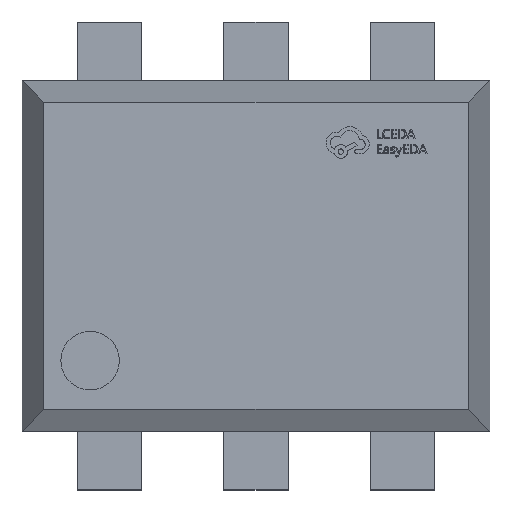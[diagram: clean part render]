
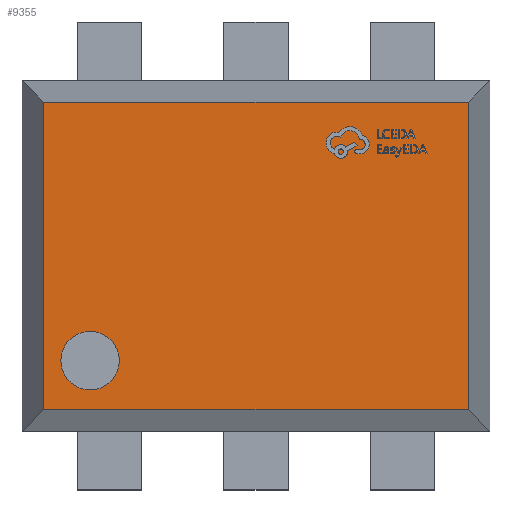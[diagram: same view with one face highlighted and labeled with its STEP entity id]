
A CAD part, top view. The second image highlights one B-rep face of the part: STEP entity #9355.
In plain terms, the highlighted planar face has unit normal (0, 0, 1).
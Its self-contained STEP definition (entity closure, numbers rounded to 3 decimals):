
#221 = CARTESIAN_POINT ( 'NONE',  ( -0.725, 0.525, 0.563 ) ) ;
#229 = VERTEX_POINT ( 'NONE', #12676 ) ;
#230 = ORIENTED_EDGE ( 'NONE', *, *, #7975, .T. ) ;
#625 = DIRECTION ( 'NONE',  ( 1., 0., 0. ) ) ;
#1003 = CARTESIAN_POINT ( 'NONE',  ( -0.467, -0.359, 0.563 ) ) ;
#1306 = CARTESIAN_POINT ( 'NONE',  ( 0., 0., 0.563 ) ) ;
#1925 = ORIENTED_EDGE ( 'NONE', *, *, #11560, .F. ) ;
#1946 = CARTESIAN_POINT ( 'NONE',  ( -0.725, -0.6, 0.563 ) ) ;
#2179 = VECTOR ( 'NONE', #7690, 1000. ) ;
#2208 = VERTEX_POINT ( 'NONE', #5355 ) ;
#2834 = ORIENTED_EDGE ( 'NONE', *, *, #10634, .T. ) ;
#3181 = AXIS2_PLACEMENT_3D ( 'NONE', #12468, #6453, #625 ) ;
#3382 = VECTOR ( 'NONE', #4889, 1000. ) ;
#3642 = CIRCLE ( 'NONE', #3181, 0.1 ) ;
#3870 = DIRECTION ( 'NONE',  ( 0., 1., 0. ) ) ;
#4068 = EDGE_CURVE ( 'NONE', #8494, #8377, #6348, .T. ) ;
#4528 = FACE_BOUND ( 'NONE', #13759, .T. ) ;
#4889 = DIRECTION ( 'NONE',  ( -1., 0., 0. ) ) ;
#5355 = CARTESIAN_POINT ( 'NONE',  ( 0.725, -0.525, 0.563 ) ) ;
#5511 = CARTESIAN_POINT ( 'NONE',  ( 0.8, -0.525, 0.563 ) ) ;
#5612 = AXIS2_PLACEMENT_3D ( 'NONE', #11626, #7987, #14869 ) ;
#5672 = VECTOR ( 'NONE', #3870, 1000. ) ;
#5961 = AXIS2_PLACEMENT_3D ( 'NONE', #1306, #13972, #8240 ) ;
#6130 = VERTEX_POINT ( 'NONE', #1003 ) ;
#6348 = LINE ( 'NONE', #7247, #3382 ) ;
#6409 = EDGE_CURVE ( 'NONE', #229, #2208, #10132, .T. ) ;
#6453 = DIRECTION ( 'NONE',  ( 0., 0., 1. ) ) ;
#6719 = VECTOR ( 'NONE', #14735, 1000. ) ;
#7077 = CIRCLE ( 'NONE', #5612, 0.1 ) ;
#7247 = CARTESIAN_POINT ( 'NONE',  ( -0.8, 0.525, 0.563 ) ) ;
#7395 = ORIENTED_EDGE ( 'NONE', *, *, #13932, .F. ) ;
#7690 = DIRECTION ( 'NONE',  ( 0., -1., 0. ) ) ;
#7975 = EDGE_CURVE ( 'NONE', #2208, #8494, #10685, .T. ) ;
#7987 = DIRECTION ( 'NONE',  ( 0., 0., 1. ) ) ;
#8240 = DIRECTION ( 'NONE',  ( 1., 0., 0. ) ) ;
#8377 = VERTEX_POINT ( 'NONE', #221 ) ;
#8494 = VERTEX_POINT ( 'NONE', #13144 ) ;
#8630 = CARTESIAN_POINT ( 'NONE',  ( 0.725, 0.6, 0.563 ) ) ;
#9145 = FACE_OUTER_BOUND ( 'NONE', #10163, .T. ) ;
#9190 = VERTEX_POINT ( 'NONE', #13382 ) ;
#9297 = PLANE ( 'NONE',  #5961 ) ;
#9355 = ADVANCED_FACE ( 'NONE', ( #4528, #9145 ), #9297, .T. ) ;
#10132 = LINE ( 'NONE', #5511, #6719 ) ;
#10163 = EDGE_LOOP ( 'NONE', ( #11539, #230, #12594, #2834 ) ) ;
#10634 = EDGE_CURVE ( 'NONE', #8377, #229, #12159, .T. ) ;
#10685 = LINE ( 'NONE', #8630, #5672 ) ;
#11539 = ORIENTED_EDGE ( 'NONE', *, *, #6409, .T. ) ;
#11560 = EDGE_CURVE ( 'NONE', #6130, #9190, #3642, .T. ) ;
#11626 = CARTESIAN_POINT ( 'NONE',  ( -0.567, -0.359, 0.563 ) ) ;
#12159 = LINE ( 'NONE', #1946, #2179 ) ;
#12468 = CARTESIAN_POINT ( 'NONE',  ( -0.567, -0.359, 0.563 ) ) ;
#12594 = ORIENTED_EDGE ( 'NONE', *, *, #4068, .T. ) ;
#12676 = CARTESIAN_POINT ( 'NONE',  ( -0.725, -0.525, 0.563 ) ) ;
#13144 = CARTESIAN_POINT ( 'NONE',  ( 0.725, 0.525, 0.563 ) ) ;
#13382 = CARTESIAN_POINT ( 'NONE',  ( -0.667, -0.359, 0.563 ) ) ;
#13759 = EDGE_LOOP ( 'NONE', ( #1925, #7395 ) ) ;
#13932 = EDGE_CURVE ( 'NONE', #9190, #6130, #7077, .T. ) ;
#13972 = DIRECTION ( 'NONE',  ( 0., 0., 1. ) ) ;
#14735 = DIRECTION ( 'NONE',  ( 1., 0., 0. ) ) ;
#14869 = DIRECTION ( 'NONE',  ( 1., 0., 0. ) ) ;
